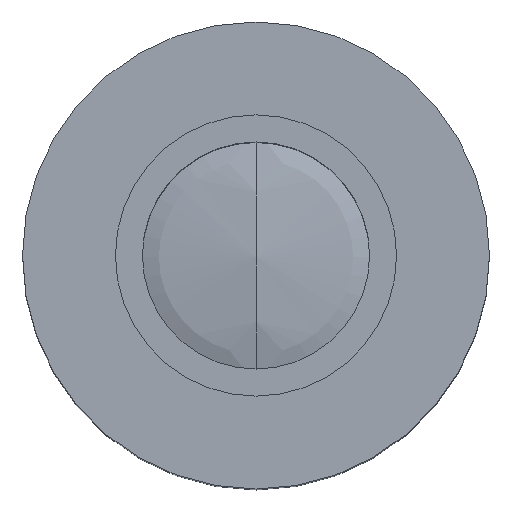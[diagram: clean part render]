
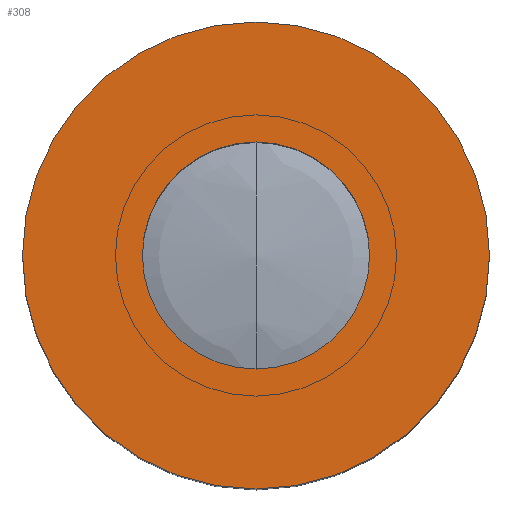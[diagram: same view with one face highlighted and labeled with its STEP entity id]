
A CAD part, top view. The second image highlights one B-rep face of the part: STEP entity #308.
In plain terms, the highlighted planar face has unit normal (0, 0, 1).
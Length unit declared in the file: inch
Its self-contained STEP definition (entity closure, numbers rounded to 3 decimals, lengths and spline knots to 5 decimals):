
#57=CARTESIAN_POINT('',(0.,0.,0.));
#58=DIRECTION('',(0.,0.,1.));
#59=DIRECTION('',(0.,1.,0.));
#60=AXIS2_PLACEMENT_3D('',#57,#58,#59);
#62=CARTESIAN_POINT('',(0.,0.,0.));
#63=DIRECTION('',(0.,0.,-1.));
#64=DIRECTION('',(0.,1.,0.));
#65=AXIS2_PLACEMENT_3D('',#62,#63,#64);
#67=CARTESIAN_POINT('',(0.,0.,0.));
#68=DIRECTION('',(0.,0.,1.));
#69=DIRECTION('',(-1.,0.,0.));
#70=AXIS2_PLACEMENT_3D('',#67,#68,#69);
#72=CARTESIAN_POINT('',(0.,0.,0.));
#73=DIRECTION('',(0.,0.,1.));
#74=DIRECTION('',(1.,0.,0.));
#75=AXIS2_PLACEMENT_3D('',#72,#73,#74);
#152=CARTESIAN_POINT('',(0.,0.085,0.));
#154=VERTEX_POINT('',#152);
#156=CARTESIAN_POINT('',(0.,-0.085,0.));
#158=VERTEX_POINT('',#156);
#175=CARTESIAN_POINT('',(-0.04134,0.,0.));
#176=CARTESIAN_POINT('',(0.04134,0.,0.));
#177=VERTEX_POINT('',#175);
#178=VERTEX_POINT('',#176);
#293=CARTESIAN_POINT('',(0.,0.,0.));
#294=DIRECTION('',(0.,0.,-1.));
#295=DIRECTION('',(0.,-1.,0.));
#296=AXIS2_PLACEMENT_3D('',#293,#294,#295);
#297=PLANE('',#296);
#298=ORIENTED_EDGE('',*,*,#272,.F.);
#299=ORIENTED_EDGE('',*,*,#288,.T.);
#300=EDGE_LOOP('',(#298,#299));
#301=FACE_OUTER_BOUND('',#300,.F.);
#303=ORIENTED_EDGE('',*,*,#302,.T.);
#305=ORIENTED_EDGE('',*,*,#304,.T.);
#306=EDGE_LOOP('',(#303,#305));
#307=FACE_BOUND('',#306,.F.);
#308=ADVANCED_FACE('',(#301,#307),#297,.F.);
#61=CIRCLE('',#60,0.085);
#66=CIRCLE('',#65,0.085);
#71=CIRCLE('',#70,0.04134);
#76=CIRCLE('',#75,0.04134);
#272=EDGE_CURVE('',#154,#158,#61,.T.);
#288=EDGE_CURVE('',#154,#158,#66,.T.);
#302=EDGE_CURVE('',#177,#178,#71,.T.);
#304=EDGE_CURVE('',#178,#177,#76,.T.);
